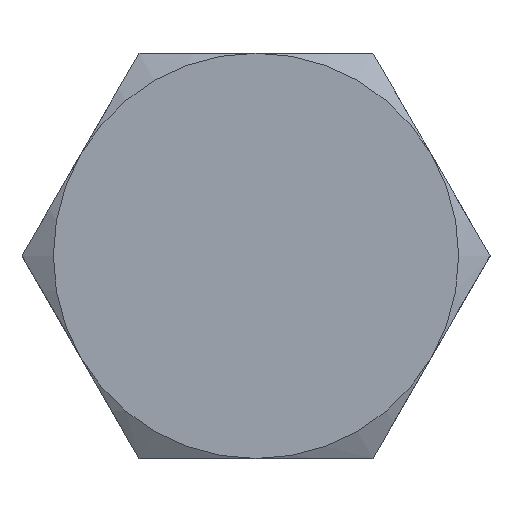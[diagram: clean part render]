
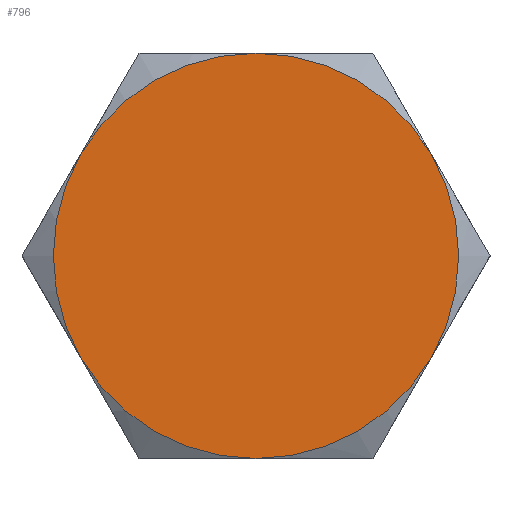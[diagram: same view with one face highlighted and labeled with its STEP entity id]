
A CAD part, top view. The second image highlights one B-rep face of the part: STEP entity #796.
In plain terms, the highlighted planar face has unit normal (0, 0, 1).
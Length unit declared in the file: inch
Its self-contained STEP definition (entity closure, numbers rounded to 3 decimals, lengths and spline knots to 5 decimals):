
#183=CARTESIAN_POINT('',(0.0,0.219,0.1467));
#184=VERTEX_POINT('',#183);
#198=CARTESIAN_POINT('',(-0.18966,0.1095,0.1467));
#199=VERTEX_POINT('',#198);
#213=CARTESIAN_POINT('',(0.0,0.0,0.1467));
#214=DIRECTION('',(0.0,0.0,1.0));
#215=DIRECTION('',(1.0,0.0,0.0));
#216=AXIS2_PLACEMENT_3D('',#213,#214,#215);
#217=CIRCLE('',#216,0.219);
#218=EDGE_CURVE('',#184,#199,#217,.T.);
#228=CARTESIAN_POINT('',(-0.18966,-0.1095,0.1467));
#229=VERTEX_POINT('',#228);
#245=CARTESIAN_POINT('',(0.0,0.0,0.1467));
#246=DIRECTION('',(0.0,0.0,1.0));
#247=DIRECTION('',(1.0,0.0,0.0));
#248=AXIS2_PLACEMENT_3D('',#245,#246,#247);
#249=CIRCLE('',#248,0.219);
#250=EDGE_CURVE('',#199,#229,#249,.T.);
#275=CARTESIAN_POINT('',(0.18966,0.1095,0.1467));
#276=VERTEX_POINT('',#275);
#303=CARTESIAN_POINT('',(0.0,0.0,0.1467));
#304=DIRECTION('',(0.0,0.0,1.0));
#305=DIRECTION('',(1.0,0.0,0.0));
#306=AXIS2_PLACEMENT_3D('',#303,#304,#305);
#307=CIRCLE('',#306,0.219);
#308=EDGE_CURVE('',#276,#184,#307,.T.);
#320=CARTESIAN_POINT('',(0.18966,-0.1095,0.1467));
#321=VERTEX_POINT('',#320);
#348=CARTESIAN_POINT('',(0.0,0.0,0.1467));
#349=DIRECTION('',(0.0,0.0,1.0));
#350=DIRECTION('',(1.0,0.0,0.0));
#351=AXIS2_PLACEMENT_3D('',#348,#349,#350);
#352=CIRCLE('',#351,0.219);
#353=EDGE_CURVE('',#321,#276,#352,.T.);
#363=CARTESIAN_POINT('',(0.0,-0.219,0.1467));
#364=VERTEX_POINT('',#363);
#380=CARTESIAN_POINT('',(0.0,0.0,0.1467));
#381=DIRECTION('',(0.0,0.0,1.0));
#382=DIRECTION('',(1.0,0.0,0.0));
#383=AXIS2_PLACEMENT_3D('',#380,#381,#382);
#384=CIRCLE('',#383,0.219);
#385=EDGE_CURVE('',#229,#364,#384,.T.);
#423=CARTESIAN_POINT('',(0.0,0.0,0.1467));
#424=DIRECTION('',(0.0,0.0,1.0));
#425=DIRECTION('',(1.0,0.0,0.0));
#426=AXIS2_PLACEMENT_3D('',#423,#424,#425);
#427=CIRCLE('',#426,0.219);
#428=EDGE_CURVE('',#364,#321,#427,.T.);
#783=CARTESIAN_POINT('',(0.,0.0,0.1467));
#784=DIRECTION('',(0.0,0.0,1.0));
#785=DIRECTION('',(1.0,0.0,0.0));
#786=AXIS2_PLACEMENT_3D('',#783,#784,#785);
#787=PLANE('',#786);
#788=ORIENTED_EDGE('',*,*,#250,.T.);
#789=ORIENTED_EDGE('',*,*,#385,.T.);
#790=ORIENTED_EDGE('',*,*,#428,.T.);
#791=ORIENTED_EDGE('',*,*,#353,.T.);
#792=ORIENTED_EDGE('',*,*,#308,.T.);
#793=ORIENTED_EDGE('',*,*,#218,.T.);
#794=EDGE_LOOP('',(#788,#789,#790,#791,#792,#793));
#795=FACE_OUTER_BOUND('',#794,.T.);
#796=ADVANCED_FACE('',(#795),#787,.T.);
